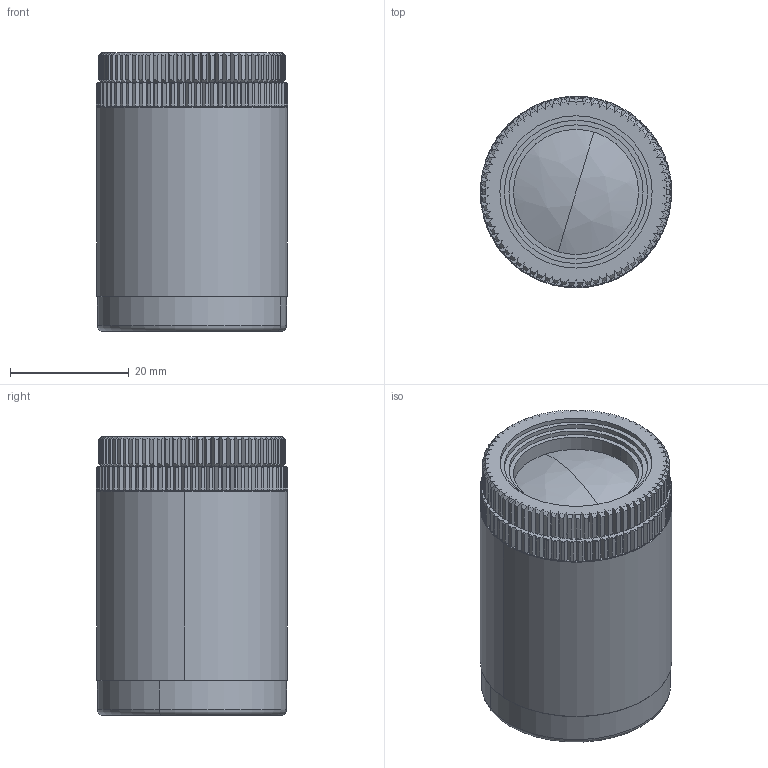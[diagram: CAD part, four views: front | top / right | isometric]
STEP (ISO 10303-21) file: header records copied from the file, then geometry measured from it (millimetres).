
FILE_DESCRIPTION (( 'STEP AP203' ), '1' );
FILE_NAME ('Web Model 30325_30325.step', '2019-01-17T19:39:37', ( '' ), ( '' ), 'SwSTEP 2.0', 'SolidWorks 2016', '' );
FILE_SCHEMA (( 'CONFIG_CONTROL_DESIGN' ));
Length unit declared in the file: millimetre
Products named in the file (1): Web Model 30325_30325
Bounding box: 32.26 x 32.26 x 47 mm (x, y, z)
Volume: 21395.6 mm3; surface area: 19660.4 mm2
Topology: 8 solids, 8 shells, 787 faces, 2284 edges, 1520 vertices
Faces by surface type: plane 305, cone 290, cylinder 178, bspline 12, torus 2
Entity records: 26829 total; most frequent: CARTESIAN_POINT 6452, ORIENTED_EDGE 4568, DIRECTION 3956, EDGE_CURVE 2284, VERTEX_POINT 1520, AXIS2_PLACEMENT_3D 1456, LINE 1044, VECTOR 1044
